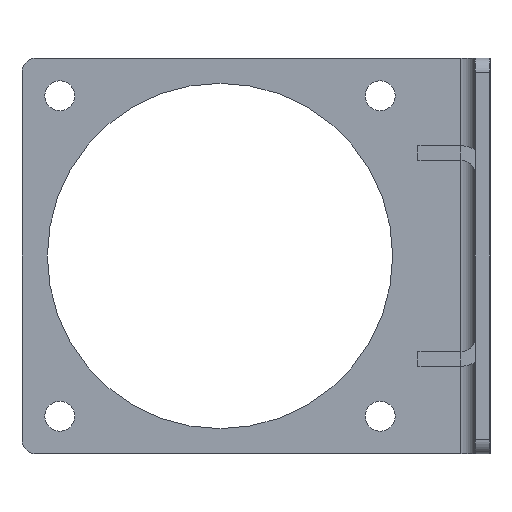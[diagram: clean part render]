
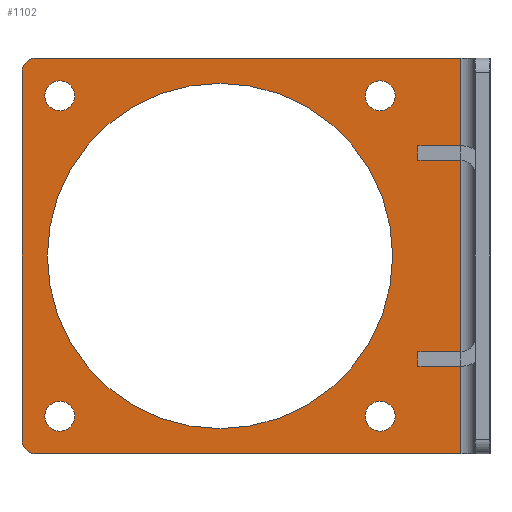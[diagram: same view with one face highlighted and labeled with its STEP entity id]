
A CAD part, left-side view. The second image highlights one B-rep face of the part: STEP entity #1102.
In plain terms, the highlighted planar face has unit normal (-1, 0, 0).
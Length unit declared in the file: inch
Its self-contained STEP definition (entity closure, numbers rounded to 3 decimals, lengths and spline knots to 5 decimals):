
#23=FACE_BOUND('',#160,.T.);
#24=FACE_BOUND('',#161,.T.);
#25=FACE_BOUND('',#162,.T.);
#26=FACE_BOUND('',#163,.T.);
#27=FACE_BOUND('',#164,.T.);
#41=PLANE('',#1209);
#88=FACE_OUTER_BOUND('',#159,.T.);
#159=EDGE_LOOP('',(#858,#859,#860,#861,#862,#863));
#160=EDGE_LOOP('',(#864));
#161=EDGE_LOOP('',(#865));
#162=EDGE_LOOP('',(#866));
#163=EDGE_LOOP('',(#867));
#164=EDGE_LOOP('',(#868));
#275=LINE('',#1775,#388);
#278=LINE('',#1781,#391);
#279=LINE('',#1783,#392);
#280=LINE('',#1785,#393);
#388=VECTOR('',#1415,0.3937);
#391=VECTOR('',#1420,0.3937);
#392=VECTOR('',#1421,0.3937);
#393=VECTOR('',#1422,0.3937);
#464=CIRCLE('',#1207,0.125);
#465=CIRCLE('',#1210,0.125);
#466=CIRCLE('',#1211,1.47638);
#467=CIRCLE('',#1212,0.12795);
#468=CIRCLE('',#1213,0.12795);
#469=CIRCLE('',#1214,0.12795);
#470=CIRCLE('',#1215,0.12795);
#551=VERTEX_POINT('',#1768);
#552=VERTEX_POINT('',#1770);
#553=VERTEX_POINT('',#1774);
#555=VERTEX_POINT('',#1780);
#556=VERTEX_POINT('',#1782);
#557=VERTEX_POINT('',#1784);
#558=VERTEX_POINT('',#1787);
#559=VERTEX_POINT('',#1789);
#560=VERTEX_POINT('',#1791);
#561=VERTEX_POINT('',#1793);
#562=VERTEX_POINT('',#1795);
#665=EDGE_CURVE('',#551,#552,#464,.T.);
#667=EDGE_CURVE('',#552,#553,#275,.T.);
#670=EDGE_CURVE('',#555,#551,#278,.T.);
#671=EDGE_CURVE('',#555,#556,#279,.T.);
#672=EDGE_CURVE('',#557,#556,#280,.T.);
#673=EDGE_CURVE('',#553,#557,#465,.T.);
#674=EDGE_CURVE('',#558,#558,#466,.T.);
#675=EDGE_CURVE('',#559,#559,#467,.T.);
#676=EDGE_CURVE('',#560,#560,#468,.T.);
#677=EDGE_CURVE('',#561,#561,#469,.T.);
#678=EDGE_CURVE('',#562,#562,#470,.T.);
#858=ORIENTED_EDGE('',*,*,#665,.F.);
#859=ORIENTED_EDGE('',*,*,#670,.F.);
#860=ORIENTED_EDGE('',*,*,#671,.T.);
#861=ORIENTED_EDGE('',*,*,#672,.F.);
#862=ORIENTED_EDGE('',*,*,#673,.F.);
#863=ORIENTED_EDGE('',*,*,#667,.F.);
#864=ORIENTED_EDGE('',*,*,#674,.T.);
#865=ORIENTED_EDGE('',*,*,#675,.T.);
#866=ORIENTED_EDGE('',*,*,#676,.T.);
#867=ORIENTED_EDGE('',*,*,#677,.T.);
#868=ORIENTED_EDGE('',*,*,#678,.T.);
#1102=ADVANCED_FACE('',(#88,#23,#24,#25,#26,#27),#41,.F.);
#1207=AXIS2_PLACEMENT_3D('',#1771,#1410,#1411);
#1209=AXIS2_PLACEMENT_3D('',#1779,#1418,#1419);
#1210=AXIS2_PLACEMENT_3D('',#1786,#1423,#1424);
#1211=AXIS2_PLACEMENT_3D('',#1788,#1425,#1426);
#1212=AXIS2_PLACEMENT_3D('',#1790,#1427,#1428);
#1213=AXIS2_PLACEMENT_3D('',#1792,#1429,#1430);
#1214=AXIS2_PLACEMENT_3D('',#1794,#1431,#1432);
#1215=AXIS2_PLACEMENT_3D('',#1796,#1433,#1434);
#1410=DIRECTION('center_axis',(1.,0.,0.));
#1411=DIRECTION('ref_axis',(0.,0.707,-0.707));
#1415=DIRECTION('',(0.,0.,1.));
#1418=DIRECTION('center_axis',(1.,0.,0.));
#1419=DIRECTION('ref_axis',(0.,0.,-1.));
#1420=DIRECTION('',(0.,1.,0.));
#1421=DIRECTION('',(0.,0.,1.));
#1422=DIRECTION('',(0.,-1.,0.));
#1423=DIRECTION('center_axis',(1.,0.,0.));
#1424=DIRECTION('ref_axis',(0.,0.707,0.707));
#1425=DIRECTION('center_axis',(1.,0.,0.));
#1426=DIRECTION('ref_axis',(0.,-1.,0.));
#1427=DIRECTION('center_axis',(1.,0.,0.));
#1428=DIRECTION('ref_axis',(0.,-1.,0.));
#1429=DIRECTION('center_axis',(1.,0.,0.));
#1430=DIRECTION('ref_axis',(0.,-1.,0.));
#1431=DIRECTION('center_axis',(1.,0.,0.));
#1432=DIRECTION('ref_axis',(0.,-1.,0.));
#1433=DIRECTION('center_axis',(1.,0.,0.));
#1434=DIRECTION('ref_axis',(0.,-1.,0.));
#1768=CARTESIAN_POINT('',(0.,3.26083,-3.38583));
#1770=CARTESIAN_POINT('',(0.,3.38583,-3.26083));
#1771=CARTESIAN_POINT('Origin',(0.,3.26083,-3.26083));
#1774=CARTESIAN_POINT('',(0.,3.38583,-0.125));
#1775=CARTESIAN_POINT('',(0.,3.38583,-3.38583));
#1779=CARTESIAN_POINT('Origin',(0.,1.69291,-1.69291));
#1780=CARTESIAN_POINT('',(0.,-0.36603,-3.38583));
#1781=CARTESIAN_POINT('',(0.,0.,-3.38583));
#1782=CARTESIAN_POINT('',(0.,-0.36603,0.));
#1783=CARTESIAN_POINT('',(0.,-0.36603,0.));
#1784=CARTESIAN_POINT('',(0.,3.26083,0.));
#1785=CARTESIAN_POINT('',(0.,3.38583,0.));
#1786=CARTESIAN_POINT('Origin',(0.,3.26083,-0.125));
#1787=CARTESIAN_POINT('',(0.,3.16929,-1.69291));
#1788=CARTESIAN_POINT('Origin',(0.,1.69291,-1.69291));
#1789=CARTESIAN_POINT('',(0.,3.19094,-0.32283));
#1790=CARTESIAN_POINT('Origin',(0.,3.06299,-0.32283));
#1791=CARTESIAN_POINT('',(0.,3.19094,-3.06299));
#1792=CARTESIAN_POINT('Origin',(0.,3.06299,-3.06299));
#1793=CARTESIAN_POINT('',(0.,0.45079,-0.32283));
#1794=CARTESIAN_POINT('Origin',(0.,0.32283,-0.32283));
#1795=CARTESIAN_POINT('',(0.,0.45079,-3.06299));
#1796=CARTESIAN_POINT('Origin',(0.,0.32283,-3.06299));
